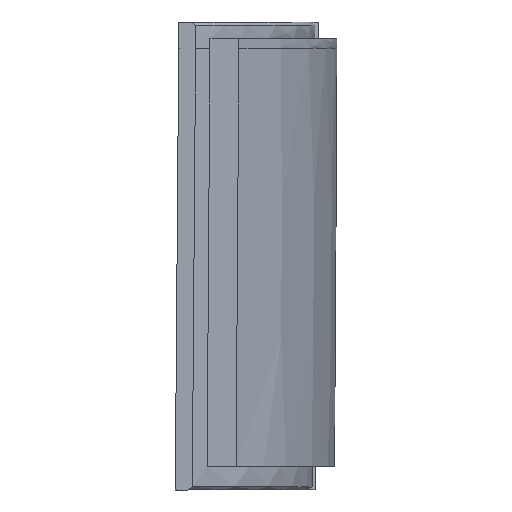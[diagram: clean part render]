
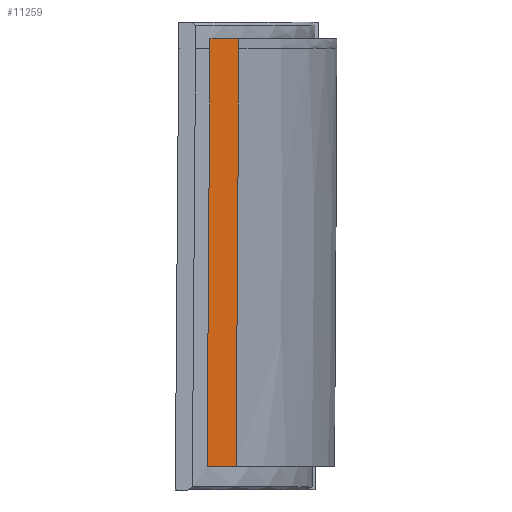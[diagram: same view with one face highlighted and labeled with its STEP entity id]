
A CAD part, front view. The second image highlights one B-rep face of the part: STEP entity #11259.
In plain terms, the highlighted planar face has unit normal (0, -1, 0).
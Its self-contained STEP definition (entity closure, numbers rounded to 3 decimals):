
#41 = EDGE_CURVE ( 'NONE', #996, #11582, #11789, .T. ) ;
#352 = CARTESIAN_POINT ( 'NONE',  ( 5.17, -26.75, 28.5 ) ) ;
#389 = CARTESIAN_POINT ( 'NONE',  ( 5.17, -26.75, 27. ) ) ;
#427 = CARTESIAN_POINT ( 'NONE',  ( 4.743, -26.75, -35. ) ) ;
#941 = DIRECTION ( 'NONE',  ( 1., 0., 0. ) ) ;
#965 = VERTEX_POINT ( 'NONE', #3335 ) ;
#996 = VERTEX_POINT ( 'NONE', #352 ) ;
#1304 = VERTEX_POINT ( 'NONE', #2916 ) ;
#1342 = CARTESIAN_POINT ( 'NONE',  ( 5.055, -26.75, -14.335 ) ) ;
#1724 = CARTESIAN_POINT ( 'NONE',  ( 9.461, -26.75, 27. ) ) ;
#1813 = CARTESIAN_POINT ( 'NONE',  ( 9.461, -26.75, 28.5 ) ) ;
#1832 = ORIENTED_EDGE ( 'NONE', *, *, #2148, .F. ) ;
#1943 = LINE ( 'NONE', #8420, #11836 ) ;
#2001 = AXIS2_PLACEMENT_3D ( 'NONE', #10034, #9081, #9994 ) ;
#2148 = EDGE_CURVE ( 'NONE', #996, #9039, #1943, .T. ) ;
#2297 = PLANE ( 'NONE',  #2001 ) ;
#2313 = EDGE_CURVE ( 'NONE', #1304, #3008, #7349, .T. ) ;
#2349 = EDGE_CURVE ( 'NONE', #965, #9039, #11240, .T. ) ;
#2850 = CARTESIAN_POINT ( 'NONE',  ( 9.461, -26.75, 28. ) ) ;
#2916 = CARTESIAN_POINT ( 'NONE',  ( 4.743, -26.75, -35. ) ) ;
#3008 = VERTEX_POINT ( 'NONE', #5385 ) ;
#3335 = CARTESIAN_POINT ( 'NONE',  ( 9.461, -26.75, 27. ) ) ;
#3481 = CARTESIAN_POINT ( 'NONE',  ( 9.461, -26.75, 6.332 ) ) ;
#5079 = CARTESIAN_POINT ( 'NONE',  ( 5.17, -26.75, 27. ) ) ;
#5385 = CARTESIAN_POINT ( 'NONE',  ( 9.045, -26.75, -35. ) ) ;
#5651 = ORIENTED_EDGE ( 'NONE', *, *, #7055, .T. ) ;
#5707 = VECTOR ( 'NONE', #6545, 1000. ) ;
#6194 = CARTESIAN_POINT ( 'NONE',  ( 5.17, -26.75, 27. ) ) ;
#6241 = EDGE_CURVE ( 'NONE', #11582, #1304, #11402, .T. ) ;
#6545 = DIRECTION ( 'NONE',  ( 1., 0., 0. ) ) ;
#6917 = FACE_OUTER_BOUND ( 'NONE', #9975, .T. ) ;
#7055 = EDGE_CURVE ( 'NONE', #3008, #965, #9179, .T. ) ;
#7223 = CARTESIAN_POINT ( 'NONE',  ( 9.045, -26.75, -35. ) ) ;
#7349 = LINE ( 'NONE', #12269, #5707 ) ;
#7430 = CARTESIAN_POINT ( 'NONE',  ( 9.461, -26.75, 27. ) ) ;
#7671 = ORIENTED_EDGE ( 'NONE', *, *, #2349, .T. ) ;
#8094 = CARTESIAN_POINT ( 'NONE',  ( 9.349, -26.75, -14.334 ) ) ;
#8316 = ORIENTED_EDGE ( 'NONE', *, *, #6241, .T. ) ;
#8420 = CARTESIAN_POINT ( 'NONE',  ( -71.869, -26.75, 28.5 ) ) ;
#8589 = CARTESIAN_POINT ( 'NONE',  ( 9.461, -26.75, 27.5 ) ) ;
#8883 = CARTESIAN_POINT ( 'NONE',  ( 5.17, -26.75, 28. ) ) ;
#9039 = VERTEX_POINT ( 'NONE', #1813 ) ;
#9043 = CARTESIAN_POINT ( 'NONE',  ( 5.17, -26.75, 28.5 ) ) ;
#9081 = DIRECTION ( 'NONE',  ( 0., 1., 0. ) ) ;
#9179 = B_SPLINE_CURVE_WITH_KNOTS ( 'NONE', 3,
 ( #7223, #8094, #3481, #7430 ),
 .UNSPECIFIED., .F., .F.,
 ( 4, 4 ),
 ( 0., 0.062 ),
 .UNSPECIFIED. ) ;
#9953 = ORIENTED_EDGE ( 'NONE', *, *, #41, .T. ) ;
#9975 = EDGE_LOOP ( 'NONE', ( #5651, #7671, #1832, #9953, #8316, #10561 ) ) ;
#9994 = DIRECTION ( 'NONE',  ( 0., 0., 1. ) ) ;
#10033 = CARTESIAN_POINT ( 'NONE',  ( 5.17, -26.75, 6.332 ) ) ;
#10034 = CARTESIAN_POINT ( 'NONE',  ( -71.869, -26.75, -35. ) ) ;
#10348 = CARTESIAN_POINT ( 'NONE',  ( 9.461, -26.75, 28.5 ) ) ;
#10561 = ORIENTED_EDGE ( 'NONE', *, *, #2313, .T. ) ;
#10838 = CARTESIAN_POINT ( 'NONE',  ( 5.17, -26.75, 27.5 ) ) ;
#11240 = B_SPLINE_CURVE_WITH_KNOTS ( 'NONE', 3,
 ( #1724, #8589, #2850, #10348 ),
 .UNSPECIFIED., .F., .F.,
 ( 4, 4 ),
 ( 0., 0.001 ),
 .UNSPECIFIED. ) ;
#11259 = ADVANCED_FACE ( 'NONE', ( #6917 ), #2297, .F. ) ;
#11402 = B_SPLINE_CURVE_WITH_KNOTS ( 'NONE', 3,
 ( #389, #10033, #1342, #427 ),
 .UNSPECIFIED., .F., .F.,
 ( 4, 4 ),
 ( 0., 0.062 ),
 .UNSPECIFIED. ) ;
#11582 = VERTEX_POINT ( 'NONE', #6194 ) ;
#11789 = B_SPLINE_CURVE_WITH_KNOTS ( 'NONE', 3,
 ( #9043, #8883, #10838, #5079 ),
 .UNSPECIFIED., .F., .F.,
 ( 4, 4 ),
 ( 0., 0.002 ),
 .UNSPECIFIED. ) ;
#11836 = VECTOR ( 'NONE', #941, 1000. ) ;
#12269 = CARTESIAN_POINT ( 'NONE',  ( -71.869, -26.75, -35. ) ) ;
